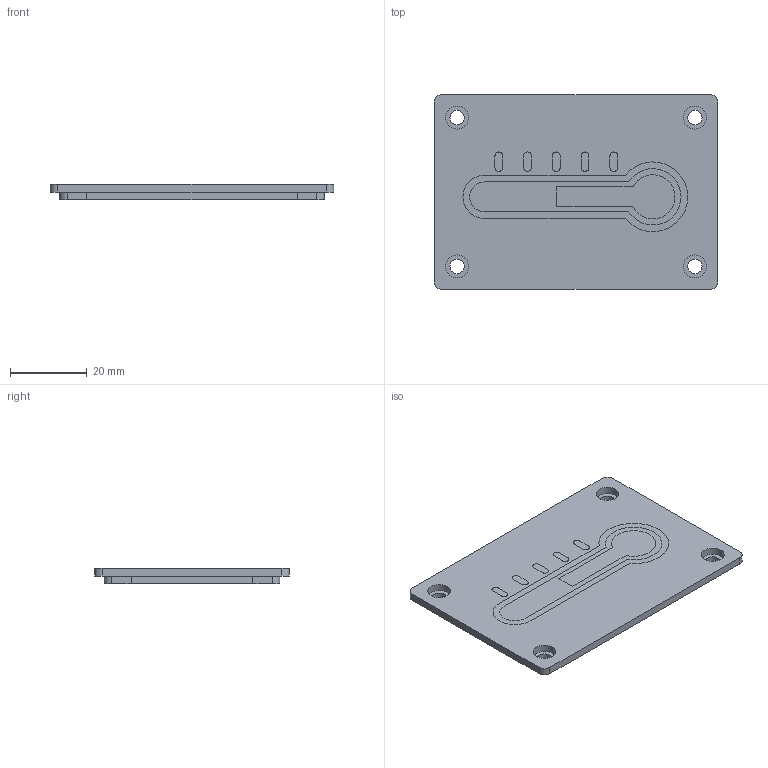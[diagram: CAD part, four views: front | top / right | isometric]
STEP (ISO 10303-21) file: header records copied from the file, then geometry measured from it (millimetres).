
FILE_DESCRIPTION(/* description */ (''),/* implementation_level */ '2;1');
FILE_NAME(/* name */ 'Case Top.step',/* time_stamp */ '2024-02-04T13:22:42-08:00',/* author */ (''),/* organization */ (''),/* preprocessor_version */ 'ST-DEVELOPER v20',/* originating_system */ 'Autodesk Translation Framework v12.14.0.127',/* authorisation */ '');
FILE_SCHEMA (('AUTOMOTIVE_DESIGN { 1 0 10303 214 3 1 1 }'));
Length unit declared in the file: millimetre
Products named in the file (2): Case Top; Thermometer Graphic
Assembly tree (1 placements, depth 2):
  Case Top
    Thermometer Graphic
Bounding box: 74 x 50.79 x 4 mm (x, y, z)
Volume: 8208.6 mm3; surface area: 10801.7 mm2
Topology: 12 solids, 12 shells, 170 faces, 408 edges, 272 vertices
Faces by surface type: plane 112, cylinder 58
Full cylindrical faces by diameter (mm): 3.75 x4, 6 x4
Entity records: 5028 total; most frequent: DIRECTION 870, CARTESIAN_POINT 853, ORIENTED_EDGE 816, EDGE_CURVE 408, LINE 292, VECTOR 292, AXIS2_PLACEMENT_3D 289, VERTEX_POINT 272
